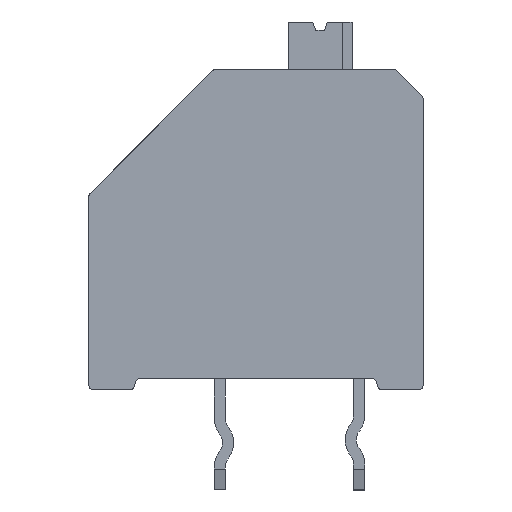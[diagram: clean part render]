
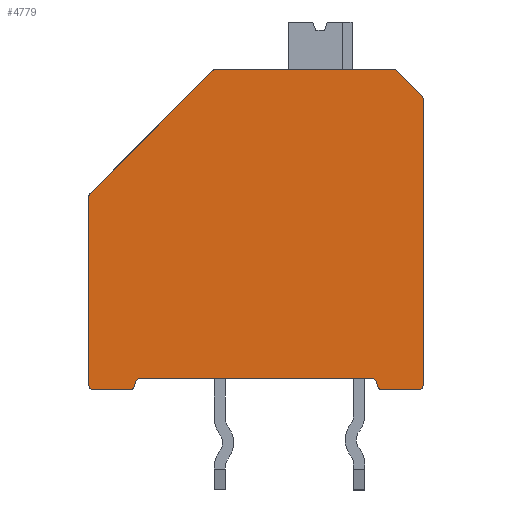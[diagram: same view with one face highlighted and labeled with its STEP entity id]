
A CAD part, front view. The second image highlights one B-rep face of the part: STEP entity #4779.
In plain terms, the highlighted planar face has unit normal (0, -1, 0).
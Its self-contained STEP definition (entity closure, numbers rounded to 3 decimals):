
#203=CIRCLE('',#5113,0.17);
#204=CIRCLE('',#5116,0.17);
#205=CIRCLE('',#5118,0.17);
#206=CIRCLE('',#5120,0.17);
#207=CIRCLE('',#5123,0.17);
#208=CIRCLE('',#5128,0.17);
#209=CIRCLE('',#5132,0.17);
#210=CIRCLE('',#5134,0.17);
#211=CIRCLE('',#5136,0.17);
#212=CIRCLE('',#5141,0.17);
#1187=ORIENTED_EDGE('',*,*,#1714,.F.);
#1188=ORIENTED_EDGE('',*,*,#1722,.T.);
#1189=ORIENTED_EDGE('',*,*,#1732,.T.);
#1190=ORIENTED_EDGE('',*,*,#1726,.F.);
#1191=ORIENTED_EDGE('',*,*,#1752,.T.);
#1192=ORIENTED_EDGE('',*,*,#1748,.F.);
#1193=ORIENTED_EDGE('',*,*,#1750,.T.);
#1194=ORIENTED_EDGE('',*,*,#1724,.T.);
#1195=ORIENTED_EDGE('',*,*,#1720,.F.);
#1196=ORIENTED_EDGE('',*,*,#1738,.T.);
#1197=ORIENTED_EDGE('',*,*,#1743,.T.);
#1198=ORIENTED_EDGE('',*,*,#1717,.T.);
#1199=ORIENTED_EDGE('',*,*,#1729,.F.);
#1200=ORIENTED_EDGE('',*,*,#1745,.T.);
#1201=ORIENTED_EDGE('',*,*,#1755,.T.);
#1202=ORIENTED_EDGE('',*,*,#1760,.T.);
#1203=ORIENTED_EDGE('',*,*,#1740,.F.);
#1204=ORIENTED_EDGE('',*,*,#1746,.T.);
#1205=ORIENTED_EDGE('',*,*,#1736,.T.);
#1206=ORIENTED_EDGE('',*,*,#1731,.T.);
#1714=EDGE_CURVE('',#2076,#2075,#2392,.T.);
#1717=EDGE_CURVE('',#2077,#2078,#203,.T.);
#1720=EDGE_CURVE('',#2080,#2079,#2397,.T.);
#1722=EDGE_CURVE('',#2076,#2081,#204,.T.);
#1724=EDGE_CURVE('',#2082,#2079,#205,.T.);
#1726=EDGE_CURVE('',#2083,#2084,#206,.T.);
#1729=EDGE_CURVE('',#2085,#2078,#2403,.T.);
#1731=EDGE_CURVE('',#2086,#2075,#207,.T.);
#1732=EDGE_CURVE('',#2081,#2084,#2405,.T.);
#1736=EDGE_CURVE('',#2087,#2086,#2409,.T.);
#1738=EDGE_CURVE('',#2080,#2088,#208,.T.);
#1740=EDGE_CURVE('',#2089,#2090,#2412,.T.);
#1743=EDGE_CURVE('',#2088,#2077,#2415,.T.);
#1745=EDGE_CURVE('',#2085,#2092,#209,.T.);
#1746=EDGE_CURVE('',#2089,#2087,#210,.T.);
#1748=EDGE_CURVE('',#2093,#2094,#211,.T.);
#1750=EDGE_CURVE('',#2093,#2082,#2419,.T.);
#1752=EDGE_CURVE('',#2083,#2094,#2421,.T.);
#1755=EDGE_CURVE('',#2092,#2096,#2424,.T.);
#1760=EDGE_CURVE('',#2096,#2090,#212,.T.);
#2075=VERTEX_POINT('',#7150);
#2076=VERTEX_POINT('',#7152);
#2077=VERTEX_POINT('',#7156);
#2078=VERTEX_POINT('',#7158);
#2079=VERTEX_POINT('',#7162);
#2080=VERTEX_POINT('',#7164);
#2081=VERTEX_POINT('',#7168);
#2082=VERTEX_POINT('',#7172);
#2083=VERTEX_POINT('',#7176);
#2084=VERTEX_POINT('',#7178);
#2085=VERTEX_POINT('',#7182);
#2086=VERTEX_POINT('',#7186);
#2087=VERTEX_POINT('',#7195);
#2088=VERTEX_POINT('',#7199);
#2089=VERTEX_POINT('',#7203);
#2090=VERTEX_POINT('',#7205);
#2092=VERTEX_POINT('',#7213);
#2093=VERTEX_POINT('',#7219);
#2094=VERTEX_POINT('',#7221);
#2096=VERTEX_POINT('',#7232);
#2392=LINE('',#7153,#2726);
#2397=LINE('',#7165,#2731);
#2403=LINE('',#7183,#2737);
#2405=LINE('',#7189,#2739);
#2409=LINE('',#7196,#2743);
#2412=LINE('',#7204,#2746);
#2415=LINE('',#7210,#2749);
#2419=LINE('',#7224,#2753);
#2421=LINE('',#7227,#2755);
#2424=LINE('',#7233,#2758);
#2726=VECTOR('',#6061,1000.);
#2731=VECTOR('',#6072,1000.);
#2737=VECTOR('',#6092,1000.);
#2739=VECTOR('',#6100,1000.);
#2743=VECTOR('',#6108,1000.);
#2746=VECTOR('',#6117,1000.);
#2749=VECTOR('',#6122,1000.);
#2753=VECTOR('',#6140,1000.);
#2755=VECTOR('',#6144,1000.);
#2758=VECTOR('',#6149,1000.);
#2958=EDGE_LOOP('',(#1187,#1188,#1189,#1190,#1191,#1192,#1193,#1194,#1195,
#1196,#1197,#1198,#1199,#1200,#1201,#1202,#1203,#1204,#1205,#1206));
#3160=FACE_BOUND('',#2958,.T.);
#3277=PLANE('',#5140);
#4779=ADVANCED_FACE('',(#3160),#3277,.T.);
#5113=AXIS2_PLACEMENT_3D('',#7159,#6066,#6067);
#5116=AXIS2_PLACEMENT_3D('',#7169,#6076,#6077);
#5118=AXIS2_PLACEMENT_3D('',#7173,#6081,#6082);
#5120=AXIS2_PLACEMENT_3D('',#7177,#6086,#6087);
#5123=AXIS2_PLACEMENT_3D('',#7187,#6096,#6097);
#5128=AXIS2_PLACEMENT_3D('',#7200,#6112,#6113);
#5132=AXIS2_PLACEMENT_3D('',#7214,#6126,#6127);
#5134=AXIS2_PLACEMENT_3D('',#7216,#6130,#6131);
#5136=AXIS2_PLACEMENT_3D('',#7220,#6135,#6136);
#5140=AXIS2_PLACEMENT_3D('',#7240,#6154,#6155);
#5141=AXIS2_PLACEMENT_3D('',#7241,#6156,#6157);
#6061=DIRECTION('',(-1.,0.,0.));
#6066=DIRECTION('',(0.,-1.,0.));
#6067=DIRECTION('',(0.,0.,-1.));
#6072=DIRECTION('',(-1.,0.,0.));
#6076=DIRECTION('',(0.,-1.,0.));
#6077=DIRECTION('',(0.,0.,-1.));
#6081=DIRECTION('',(0.,-1.,0.));
#6082=DIRECTION('',(0.,0.,-1.));
#6086=DIRECTION('',(0.,-1.,0.));
#6087=DIRECTION('',(0.,0.,-1.));
#6092=DIRECTION('',(0.707,0.,-0.707));
#6096=DIRECTION('',(0.,-1.,0.));
#6097=DIRECTION('',(0.,0.,-1.));
#6100=DIRECTION('',(0.259,0.,0.966));
#6108=DIRECTION('',(0.,0.,-1.));
#6112=DIRECTION('',(0.,-1.,0.));
#6113=DIRECTION('',(0.,0.,-1.));
#6117=DIRECTION('',(0.707,0.,0.707));
#6122=DIRECTION('',(0.,0.,1.));
#6126=DIRECTION('',(0.,-1.,0.));
#6127=DIRECTION('',(0.,0.,-1.));
#6130=DIRECTION('',(0.,-1.,0.));
#6131=DIRECTION('',(0.,0.,-1.));
#6135=DIRECTION('',(0.,-1.,0.));
#6136=DIRECTION('',(0.,0.,-1.));
#6140=DIRECTION('',(0.259,0.,-0.966));
#6144=DIRECTION('',(1.,0.,0.));
#6149=DIRECTION('',(-1.,0.,0.));
#6154=DIRECTION('',(0.,-1.,0.));
#6155=DIRECTION('',(0.,0.,-1.));
#6156=DIRECTION('',(0.,-1.,0.));
#6157=DIRECTION('',(0.,0.,-1.));
#7150=CARTESIAN_POINT('',(0.17,-5.31,-0.17));
#7152=CARTESIAN_POINT('',(1.47,-5.31,-0.17));
#7153=CARTESIAN_POINT('',(6.,-5.31,-0.17));
#7156=CARTESIAN_POINT('',(12.,-5.31,10.26));
#7158=CARTESIAN_POINT('',(11.95,-5.31,10.38));
#7159=CARTESIAN_POINT('',(11.83,-5.31,10.26));
#7162=CARTESIAN_POINT('',(10.53,-5.31,-0.17));
#7164=CARTESIAN_POINT('',(11.83,-5.31,-0.17));
#7165=CARTESIAN_POINT('',(6.,-5.31,-0.17));
#7168=CARTESIAN_POINT('',(1.634,-5.31,-0.044));
#7169=CARTESIAN_POINT('',(1.47,-5.31,0.));
#7172=CARTESIAN_POINT('',(10.366,-5.31,-0.044));
#7173=CARTESIAN_POINT('',(10.53,-5.31,0.));
#7176=CARTESIAN_POINT('',(1.838,-5.31,0.23));
#7177=CARTESIAN_POINT('',(1.838,-5.31,0.06));
#7178=CARTESIAN_POINT('',(1.673,-5.31,0.104));
#7182=CARTESIAN_POINT('',(11.05,-5.31,11.28));
#7183=CARTESIAN_POINT('',(11.5,-5.31,10.83));
#7186=CARTESIAN_POINT('',(0.,-5.31,0.));
#7187=CARTESIAN_POINT('',(0.17,-5.31,0.));
#7189=CARTESIAN_POINT('',(1.707,-5.31,0.23));
#7195=CARTESIAN_POINT('',(0.,-5.31,6.76));
#7196=CARTESIAN_POINT('',(0.,-5.31,13.03));
#7199=CARTESIAN_POINT('',(12.,-5.31,0.));
#7200=CARTESIAN_POINT('',(11.83,-5.31,0.));
#7203=CARTESIAN_POINT('',(0.05,-5.31,6.88));
#7204=CARTESIAN_POINT('',(1.847,-5.31,8.677));
#7205=CARTESIAN_POINT('',(4.45,-5.31,11.28));
#7210=CARTESIAN_POINT('',(12.,-5.31,-3.77));
#7213=CARTESIAN_POINT('',(10.93,-5.31,11.33));
#7214=CARTESIAN_POINT('',(10.93,-5.31,11.16));
#7216=CARTESIAN_POINT('',(0.17,-5.31,6.76));
#7219=CARTESIAN_POINT('',(10.327,-5.31,0.104));
#7220=CARTESIAN_POINT('',(10.162,-5.31,0.06));
#7221=CARTESIAN_POINT('',(10.162,-5.31,0.23));
#7224=CARTESIAN_POINT('',(10.774,-5.31,-1.566));
#7227=CARTESIAN_POINT('',(10.493,-5.31,0.23));
#7232=CARTESIAN_POINT('',(4.57,-5.31,11.33));
#7233=CARTESIAN_POINT('',(12.,-5.31,11.33));
#7240=CARTESIAN_POINT('',(0.,-5.31,0.));
#7241=CARTESIAN_POINT('',(4.57,-5.31,11.16));
